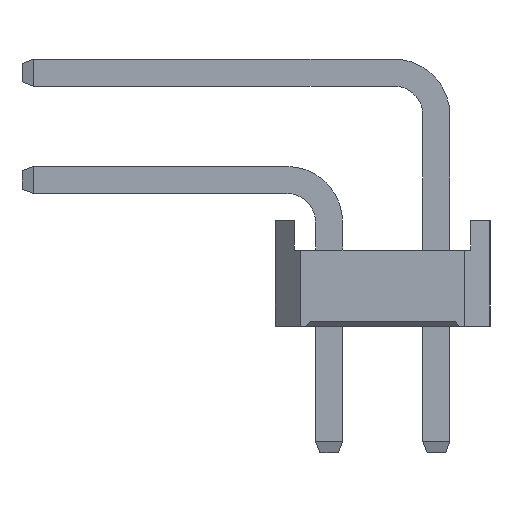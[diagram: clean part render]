
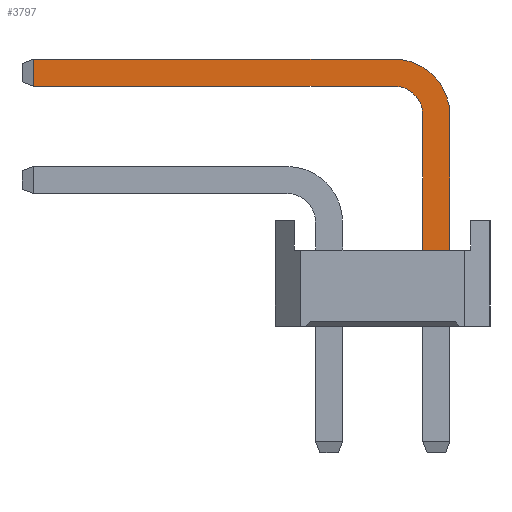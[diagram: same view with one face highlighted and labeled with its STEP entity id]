
A CAD part, left-side view. The second image highlights one B-rep face of the part: STEP entity #3797.
In plain terms, the highlighted planar face has unit normal (-1, 0, 0).
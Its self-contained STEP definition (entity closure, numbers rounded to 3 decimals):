
#3797=ADVANCED_FACE('',(#12223),#12225,.T.);
#12223=FACE_BOUND('',#12224,.T.);
#12224=EDGE_LOOP('',(#18873,#18874,#18875,#18876,#18877,#18878,#18879,#18880));
#12225=PLANE('',#12226);
#12226=AXIS2_PLACEMENT_3D('',#12227,#12228,#12229);
#12227=CARTESIAN_POINT('',(-0.32,-2.22,-3.));
#12228=DIRECTION('',(-1.,0.,0.));
#12229=DIRECTION('',(0.,-1.,0.));
#18873=ORIENTED_EDGE('',*,*,#22938,.F.);
#18874=ORIENTED_EDGE('',*,*,#22939,.F.);
#18875=ORIENTED_EDGE('',*,*,#22940,.F.);
#18876=ORIENTED_EDGE('',*,*,#22941,.F.);
#18877=ORIENTED_EDGE('',*,*,#21867,.T.);
#18878=ORIENTED_EDGE('',*,*,#22937,.T.);
#18879=ORIENTED_EDGE('',*,*,#22942,.T.);
#18880=ORIENTED_EDGE('',*,*,#22943,.T.);
#21867=EDGE_CURVE('',#24854,#24852,#24855,.T.);
#22937=EDGE_CURVE('',#24852,#26542,#26544,.T.);
#22938=EDGE_CURVE('',#26545,#26546,#26547,.T.);
#22939=EDGE_CURVE('',#26548,#26545,#26549,.T.);
#22940=EDGE_CURVE('',#26550,#26548,#26551,.T.);
#22941=EDGE_CURVE('',#24854,#26550,#26552,.T.);
#22942=EDGE_CURVE('',#26542,#26553,#26554,.T.);
#22943=EDGE_CURVE('',#26553,#26546,#26555,.T.);
#24852=VERTEX_POINT('',#29898);
#24854=VERTEX_POINT('',#29902);
#24855=LINE('',#29903,#29904);
#26542=VERTEX_POINT('',#33798);
#26544=LINE('',#33802,#33803);
#26545=VERTEX_POINT('',#33805);
#26546=VERTEX_POINT('',#33806);
#26547=LINE('',#33807,#33808);
#26548=VERTEX_POINT('',#33810);
#26549=LINE('',#33811,#33812);
#26550=VERTEX_POINT('',#33814);
#26551=CIRCLE('',#33815,0.68);
#26552=LINE('',#33819,#33820);
#26553=VERTEX_POINT('',#33822);
#26554=CIRCLE('',#33823,1.32);
#26555=LINE('',#33827,#33828);
#29898=CARTESIAN_POINT('',(-0.32,-2.86,1.8));
#29902=CARTESIAN_POINT('',(-0.32,-2.22,1.8));
#29903=CARTESIAN_POINT('',(-0.32,-2.22,1.8));
#29904=VECTOR('',#29905,1.);
#29905=DIRECTION('',(0.,-1.,0.));
#33798=CARTESIAN_POINT('',(-0.32,-2.86,5.));
#33802=CARTESIAN_POINT('',(-0.32,-2.86,1.8));
#33803=VECTOR('',#33804,1.);
#33804=DIRECTION('',(0.,0.,1.));
#33805=CARTESIAN_POINT('',(-0.32,6.995,5.68));
#33806=CARTESIAN_POINT('',(-0.32,6.995,6.32));
#33807=CARTESIAN_POINT('',(-0.32,6.995,5.68));
#33808=VECTOR('',#33809,1.);
#33809=DIRECTION('',(0.,0.,1.));
#33810=CARTESIAN_POINT('',(-0.32,-1.54,5.68));
#33811=CARTESIAN_POINT('',(-0.32,-1.54,5.68));
#33812=VECTOR('',#33813,1.);
#33813=DIRECTION('',(0.,1.,0.));
#33814=CARTESIAN_POINT('',(-0.32,-2.22,5.));
#33815=AXIS2_PLACEMENT_3D('',#33816,#33817,#33818);
#33816=CARTESIAN_POINT('',(-0.32,-1.54,5.));
#33817=DIRECTION('',(-1.,-0.,0.));
#33818=DIRECTION('',(0.,-1.,0.));
#33819=CARTESIAN_POINT('',(-0.32,-2.22,1.8));
#33820=VECTOR('',#33821,1.);
#33821=DIRECTION('',(0.,0.,1.));
#33822=CARTESIAN_POINT('',(-0.32,-1.54,6.32));
#33823=AXIS2_PLACEMENT_3D('',#33824,#33825,#33826);
#33824=CARTESIAN_POINT('',(-0.32,-1.54,5.));
#33825=DIRECTION('',(-1.,-0.,0.));
#33826=DIRECTION('',(0.,-1.,0.));
#33827=CARTESIAN_POINT('',(-0.32,-1.54,6.32));
#33828=VECTOR('',#33829,1.);
#33829=DIRECTION('',(0.,1.,0.));
